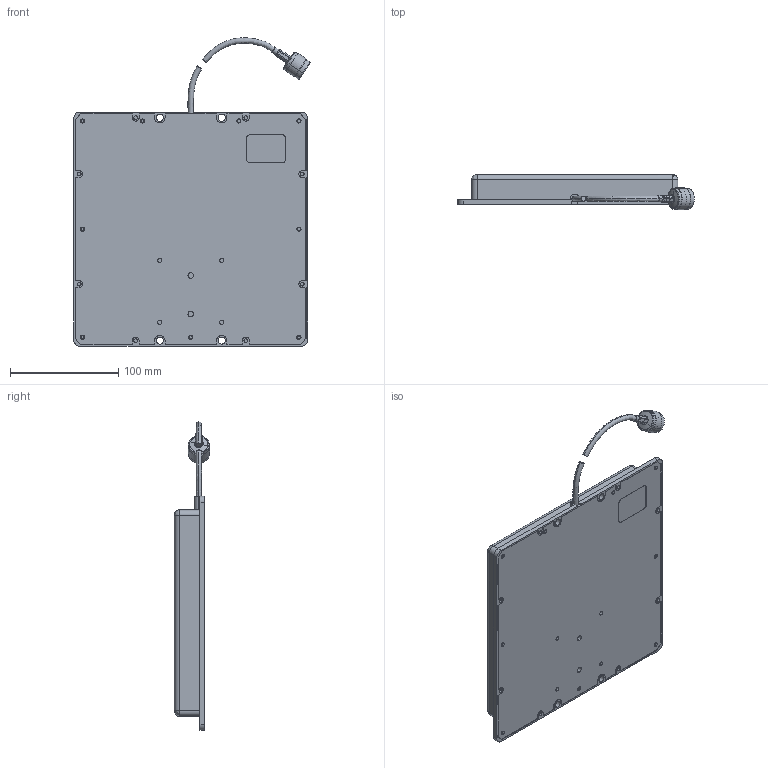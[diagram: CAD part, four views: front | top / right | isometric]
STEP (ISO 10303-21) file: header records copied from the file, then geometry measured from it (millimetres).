
FILE_DESCRIPTION (( 'STEP AP214' ), '1' );
FILE_NAME ('HG908PCL-NM.STEP', '2012-11-08T21:06:02', ( 'x' ), ( '' ), 'SwSTEP 2.0', 'SolidWorks 2012', '' );
FILE_SCHEMA (( 'AUTOMOTIVE_DESIGN' ));
Length unit declared in the file: inch
Products named in the file (6): ANM-1700; HEATSH-HEX_stepd_195White; 195_CABLE CUT; XF072-1001110; XF117-1021100; HG908PCL-NM
Assembly tree (5 placements, depth 2):
  HG908PCL-NM
    XF117-1021100
    XF072-1001110
    195_CABLE CUT
    HEATSH-HEX_stepd_195White
    ANM-1700
Bounding box: 218.2 x 32.58 x 284.43 mm (x, y, z)
Volume: 246248.4 mm3; surface area: 234588.2 mm2
Topology: 6 solids, 6 shells, 570 faces, 1368 edges, 863 vertices
Faces by surface type: cylinder 243, plane 215, cone 64, torus 28, sphere 11, bspline 9
Entity records: 24311 total; most frequent: CARTESIAN_POINT 4015, DIRECTION 3053, ORIENTED_EDGE 2714, EDGE_CURVE 1357, AXIS2_PLACEMENT_3D 1175, VERTEX_POINT 861, LINE 703, VECTOR 703
